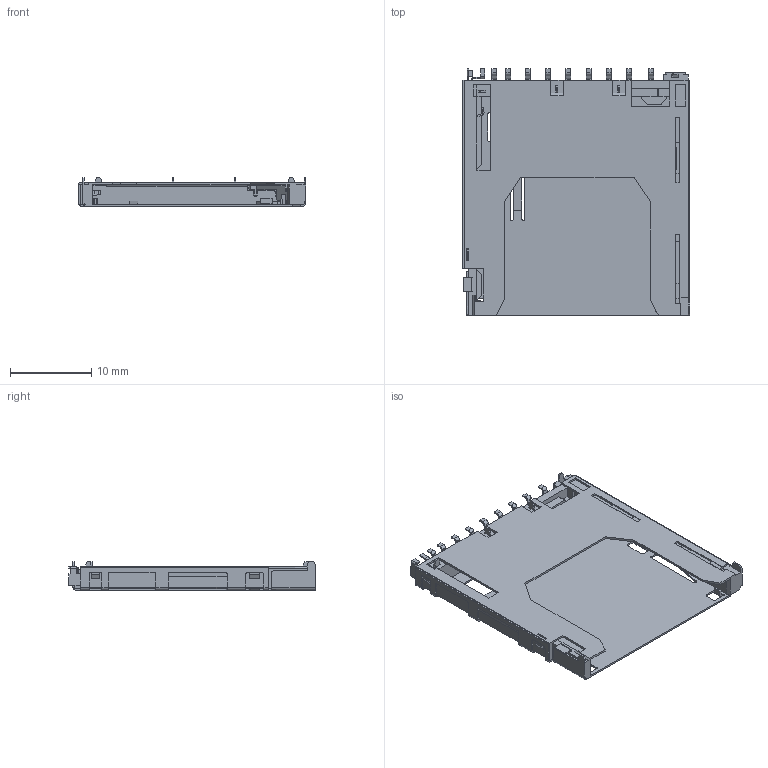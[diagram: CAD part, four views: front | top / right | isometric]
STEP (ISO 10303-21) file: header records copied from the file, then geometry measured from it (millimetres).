
FILE_DESCRIPTION(('CoCreate Modeling STEP Export'),'2;1');
FILE_NAME('DM1B-DSF-PEJ_0803.stp','2010-08-03T16:04:40',(''),(''),'CoCreate Modeling STEP processor for AP214 (Solid Model)','CoCreate Modeling 17.0 01-Apr-2010 (C) Parametric Technology GmbH','');
FILE_SCHEMA(('AUTOMOTIVE_DESIGN { 1 0 10303 214 1 1 1 1 }'));
Length unit declared in the file: millimetre
Products named in the file (1): DM1B-DSF-PEJ
Bounding box: 28.05 x 30.45 x 3.55 mm (x, y, z)
Volume: 654 mm3; surface area: 2804.6 mm2
Topology: 1 solids, 1 shells, 856 faces, 2487 edges, 1620 vertices
Faces by surface type: plane 635, cylinder 221
Entity records: 27381 total; most frequent: ORIENTED_EDGE 4974, CARTESIAN_POINT 4838, DIRECTION 4399, EDGE_CURVE 2487, VECTOR 1959, LINE 1959, VERTEX_POINT 1620, AXIS2_PLACEMENT_3D 1220
